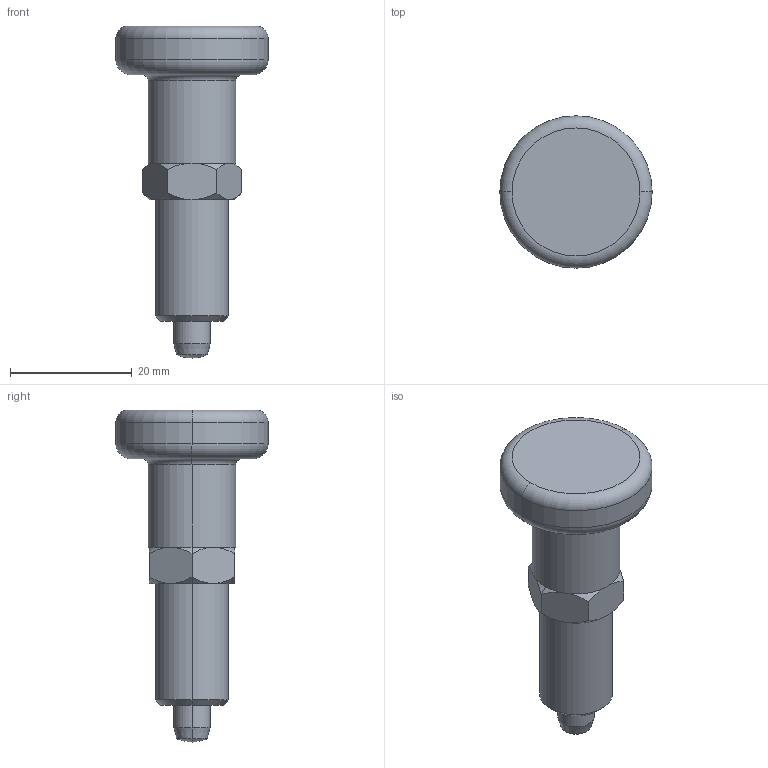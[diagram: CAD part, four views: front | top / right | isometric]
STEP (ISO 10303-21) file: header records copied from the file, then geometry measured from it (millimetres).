
FILE_DESCRIPTION(('STEP AP214'),'1');
FILE_NAME(' ',' ',('TraceParts'),('TraceParts S.A.'),'XStep 1.0',' ',' ');
FILE_SCHEMA(('automotive_design'));
Length unit declared in the file: millimetre
Products named in the file (2): 1; 2
Bounding box: 25 x 25 x 54.5 mm (x, y, z)
Volume: 10110.1 mm3; surface area: 4129.8 mm2
Topology: 2 solids, 2 shells, 43 faces, 88 edges, 51 vertices
Faces by surface type: plane 13, cone 12, cylinder 10, torus 6, sphere 2
Entity records: 2174 total; most frequent: CARTESIAN_POINT 214, DIRECTION 206, STYLED_ITEM 182, PRESENTATION_STYLE_ASSIGNMENT 182, COLOUR_RGB 182, ORIENTED_EDGE 172, AXIS2_PLACEMENT_3D 91, EDGE_CURVE 86
